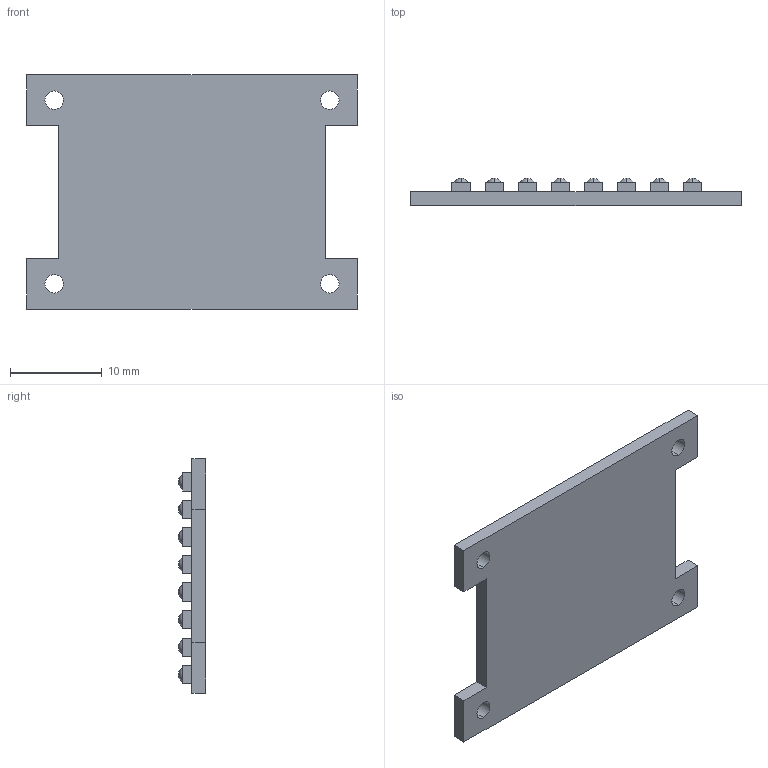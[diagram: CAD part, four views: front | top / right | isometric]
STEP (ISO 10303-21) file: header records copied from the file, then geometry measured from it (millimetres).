
FILE_DESCRIPTION (( 'STEP AP203' ), '1' );
FILE_NAME ('LED Matrix Dotstar.STEP', '2020-03-12T10:02:52', ( '' ), ( '' ), 'SwSTEP 2.0', 'SolidWorks 2018', '' );
FILE_SCHEMA (( 'CONFIG_CONTROL_DESIGN' ));
Length unit declared in the file: millimetre
Products named in the file (1): LED Matrix Dotstar
Bounding box: 36 x 2.97 x 25.5 mm (x, y, z)
Volume: 1493.7 mm3; surface area: 2405.4 mm2
Topology: 1 solids, 1 shells, 470 faces, 1212 edges, 744 vertices
Faces by surface type: plane 334, torus 128, cylinder 8
Entity records: 13465 total; most frequent: CARTESIAN_POINT 2299, DIRECTION 2298, ORIENTED_EDGE 2168, EDGE_CURVE 1084, VECTOR 812, LINE 812, VERTEX_POINT 744, AXIS2_PLACEMENT_3D 743
